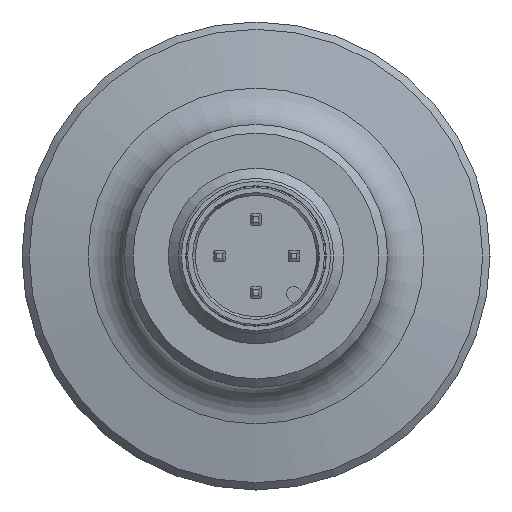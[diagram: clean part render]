
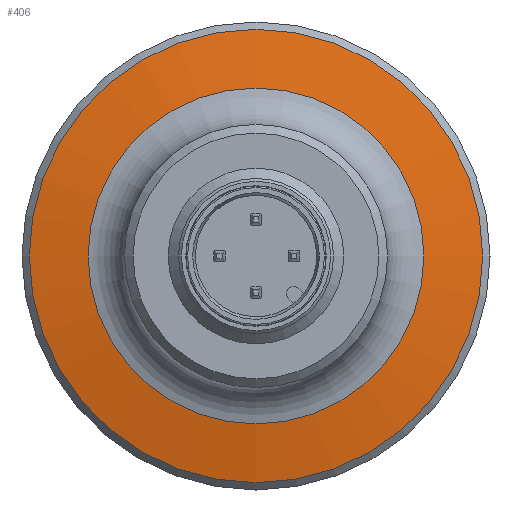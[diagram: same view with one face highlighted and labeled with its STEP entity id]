
A CAD part, front view. The second image highlights one B-rep face of the part: STEP entity #406.
In plain terms, the highlighted conical face has half-angle 80 degrees and reference radius 15.5 mm.
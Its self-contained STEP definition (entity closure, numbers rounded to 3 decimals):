
#406 = ADVANCED_FACE( '', ( #886, #887 ), #888, .T. );
#886 = FACE_BOUND( '', #1379, .T. );
#887 = FACE_OUTER_BOUND( '', #1380, .T. );
#888 = CONICAL_SURFACE( '', #1381, 15.5, 1.396 );
#1379 = EDGE_LOOP( '', ( #2370 ) );
#1380 = EDGE_LOOP( '', ( #2371 ) );
#1381 = AXIS2_PLACEMENT_3D( '', #2372, #2373, #2374 );
#2370 = ORIENTED_EDGE( '', *, *, #2810, .F. );
#2371 = ORIENTED_EDGE( '', *, *, #2465, .T. );
#2372 = CARTESIAN_POINT( '', ( 0., -90.55, 0. ) );
#2373 = DIRECTION( '', ( 0., 1., 0. ) );
#2374 = DIRECTION( '', ( 1., 0., 0. ) );
#2465 = EDGE_CURVE( '', #2848, #2848, #2849, .F. );
#2810 = EDGE_CURVE( '', #3376, #3376, #3377, .T. );
#2848 = VERTEX_POINT( '', #3415 );
#2849 = CIRCLE( '', #3416, 15.5 );
#3376 = VERTEX_POINT( '', #4382 );
#3377 = CIRCLE( '', #4383, 11.479 );
#3415 = CARTESIAN_POINT( '', ( 15.5, -90.55, 0. ) );
#3416 = AXIS2_PLACEMENT_3D( '', #4427, #4428, #4429 );
#4382 = CARTESIAN_POINT( '', ( -11.479, -91.259, 0. ) );
#4383 = AXIS2_PLACEMENT_3D( '', #4795, #4796, #4797 );
#4427 = CARTESIAN_POINT( '', ( 0., -90.55, 0. ) );
#4428 = DIRECTION( '', ( 0., 1., 0. ) );
#4429 = DIRECTION( '', ( 1., 0., 0. ) );
#4795 = CARTESIAN_POINT( '', ( 0., -91.259, 0. ) );
#4796 = DIRECTION( '', ( 0., -1., 0. ) );
#4797 = DIRECTION( '', ( -1., 0., 0. ) );
